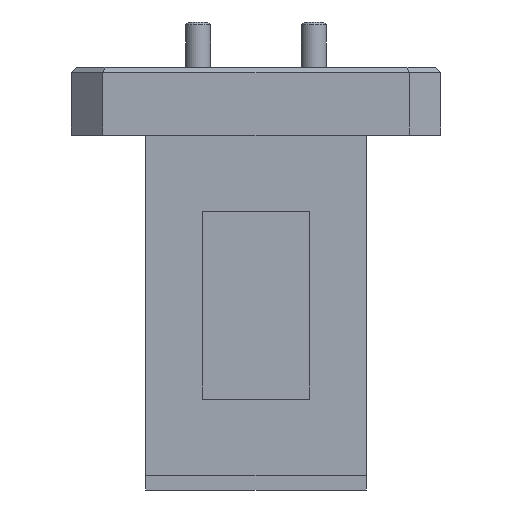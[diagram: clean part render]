
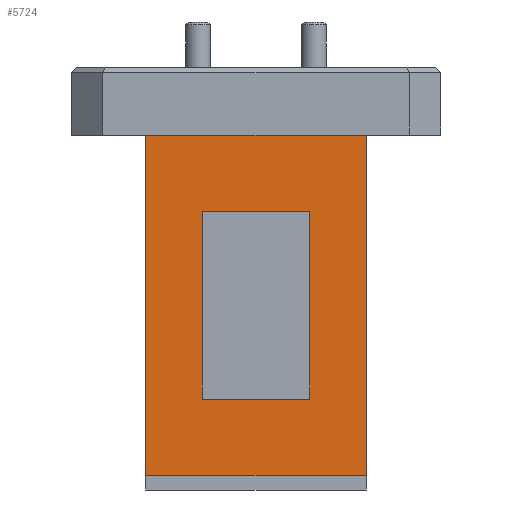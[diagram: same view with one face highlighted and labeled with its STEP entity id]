
A CAD part, front view. The second image highlights one B-rep face of the part: STEP entity #5724.
In plain terms, the highlighted planar face has unit normal (0, -1, 0).
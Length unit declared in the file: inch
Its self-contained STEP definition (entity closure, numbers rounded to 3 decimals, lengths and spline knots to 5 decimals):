
#57 = DIRECTION ( 'NONE',  ( 0., 0., 1. ) ) ;
#114 = EDGE_CURVE ( 'NONE', #13196, #7323, #2771, .T. ) ;
#146 = DIRECTION ( 'NONE',  ( -1., 0., 0. ) ) ;
#304 = DIRECTION ( 'NONE',  ( 0., 1., 0. ) ) ;
#318 = VECTOR ( 'NONE', #524, 39.37008 ) ;
#512 = FACE_BOUND ( 'NONE', #2481, .T. ) ;
#524 = DIRECTION ( 'NONE',  ( -1., 0., 0. ) ) ;
#564 = EDGE_LOOP ( 'NONE', ( #15281, #15300, #8061, #1949 ) ) ;
#1140 = VERTEX_POINT ( 'NONE', #5960 ) ;
#1873 = DIRECTION ( 'NONE',  ( 1., 0., 0. ) ) ;
#1949 = ORIENTED_EDGE ( 'NONE', *, *, #12040, .T. ) ;
#2087 = ORIENTED_EDGE ( 'NONE', *, *, #8463, .F. ) ;
#2222 = VERTEX_POINT ( 'NONE', #10987 ) ;
#2400 = EDGE_CURVE ( 'NONE', #7323, #12006, #3101, .T. ) ;
#2455 = LINE ( 'NONE', #6153, #13609 ) ;
#2481 = EDGE_LOOP ( 'NONE', ( #8776, #14678, #2087, #8459 ) ) ;
#2771 = LINE ( 'NONE', #10834, #8277 ) ;
#2837 = VECTOR ( 'NONE', #146, 39.37008 ) ;
#3101 = LINE ( 'NONE', #15112, #6634 ) ;
#3503 = EDGE_CURVE ( 'NONE', #2222, #8099, #10128, .T. ) ;
#3647 = LINE ( 'NONE', #8247, #318 ) ;
#3778 = DIRECTION ( 'NONE',  ( 0., 0., -1. ) ) ;
#3810 = CARTESIAN_POINT ( 'NONE',  ( 0.2, -0.21043, -1.23589 ) ) ;
#3999 = DIRECTION ( 'NONE',  ( -1., 0., 0. ) ) ;
#5455 = VECTOR ( 'NONE', #11372, 39.37008 ) ;
#5724 = ADVANCED_FACE ( 'NONE', ( #10095, #512 ), #10250, .F. ) ;
#5781 = VECTOR ( 'NONE', #3999, 39.37008 ) ;
#5960 = CARTESIAN_POINT ( 'NONE',  ( -0.41004, -0.21043, -1.5198 ) ) ;
#6153 = CARTESIAN_POINT ( 'NONE',  ( -0.41004, -0.21043, 0.6698 ) ) ;
#6634 = VECTOR ( 'NONE', #57, 39.37008 ) ;
#6695 = CARTESIAN_POINT ( 'NONE',  ( 0.41004, -0.21043, 0.6698 ) ) ;
#7323 = VERTEX_POINT ( 'NONE', #3810 ) ;
#7567 = CARTESIAN_POINT ( 'NONE',  ( 0.2, -0.21043, -0.53589 ) ) ;
#7628 = CARTESIAN_POINT ( 'NONE',  ( -0.41004, -0.21043, -0.25197 ) ) ;
#7986 = VECTOR ( 'NONE', #9482, 39.37008 ) ;
#8061 = ORIENTED_EDGE ( 'NONE', *, *, #16087, .T. ) ;
#8090 = AXIS2_PLACEMENT_3D ( 'NONE', #12749, #304, #12807 ) ;
#8099 = VERTEX_POINT ( 'NONE', #12606 ) ;
#8247 = CARTESIAN_POINT ( 'NONE',  ( -0.41004, -0.21043, -1.5198 ) ) ;
#8277 = VECTOR ( 'NONE', #1873, 39.37008 ) ;
#8459 = ORIENTED_EDGE ( 'NONE', *, *, #14561, .F. ) ;
#8463 = EDGE_CURVE ( 'NONE', #11580, #13196, #11819, .T. ) ;
#8776 = ORIENTED_EDGE ( 'NONE', *, *, #2400, .F. ) ;
#9482 = DIRECTION ( 'NONE',  ( 0., 0., -1. ) ) ;
#10095 = FACE_OUTER_BOUND ( 'NONE', #564, .T. ) ;
#10128 = LINE ( 'NONE', #6695, #7986 ) ;
#10250 = PLANE ( 'NONE',  #8090 ) ;
#10834 = CARTESIAN_POINT ( 'NONE',  ( -0.2, -0.21043, -1.23589 ) ) ;
#10987 = CARTESIAN_POINT ( 'NONE',  ( 0.41004, -0.21043, -0.25197 ) ) ;
#11372 = DIRECTION ( 'NONE',  ( 0., 0., -1. ) ) ;
#11447 = LINE ( 'NONE', #7628, #2837 ) ;
#11580 = VERTEX_POINT ( 'NONE', #14438 ) ;
#11819 = LINE ( 'NONE', #12789, #5455 ) ;
#12006 = VERTEX_POINT ( 'NONE', #7567 ) ;
#12040 = EDGE_CURVE ( 'NONE', #14656, #1140, #2455, .T. ) ;
#12522 = CARTESIAN_POINT ( 'NONE',  ( -0.2, -0.21043, -1.23589 ) ) ;
#12606 = CARTESIAN_POINT ( 'NONE',  ( 0.41004, -0.21043, -1.5198 ) ) ;
#12749 = CARTESIAN_POINT ( 'NONE',  ( -0.41004, -0.21043, 0.6698 ) ) ;
#12789 = CARTESIAN_POINT ( 'NONE',  ( -0.2, -0.21043, -1.23589 ) ) ;
#12807 = DIRECTION ( 'NONE',  ( 0., 0., 1. ) ) ;
#13071 = CARTESIAN_POINT ( 'NONE',  ( -0.41004, -0.21043, -0.25197 ) ) ;
#13196 = VERTEX_POINT ( 'NONE', #12522 ) ;
#13609 = VECTOR ( 'NONE', #3778, 39.37008 ) ;
#13997 = CARTESIAN_POINT ( 'NONE',  ( -0.2, -0.21043, -0.53589 ) ) ;
#14366 = LINE ( 'NONE', #13997, #5781 ) ;
#14438 = CARTESIAN_POINT ( 'NONE',  ( -0.2, -0.21043, -0.53589 ) ) ;
#14561 = EDGE_CURVE ( 'NONE', #12006, #11580, #14366, .T. ) ;
#14656 = VERTEX_POINT ( 'NONE', #13071 ) ;
#14678 = ORIENTED_EDGE ( 'NONE', *, *, #114, .F. ) ;
#15112 = CARTESIAN_POINT ( 'NONE',  ( 0.2, -0.21043, -1.23589 ) ) ;
#15281 = ORIENTED_EDGE ( 'NONE', *, *, #15923, .F. ) ;
#15300 = ORIENTED_EDGE ( 'NONE', *, *, #3503, .F. ) ;
#15923 = EDGE_CURVE ( 'NONE', #8099, #1140, #3647, .T. ) ;
#16087 = EDGE_CURVE ( 'NONE', #2222, #14656, #11447, .T. ) ;
